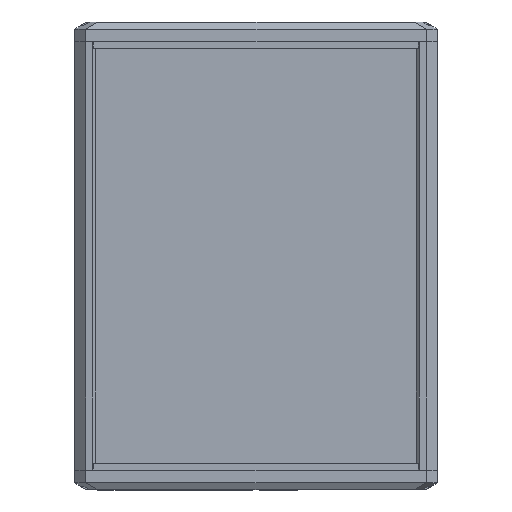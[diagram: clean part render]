
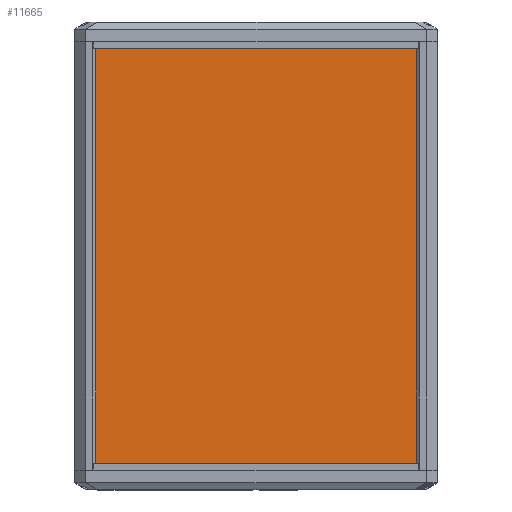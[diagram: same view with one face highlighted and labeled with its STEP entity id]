
A CAD part, top view. The second image highlights one B-rep face of the part: STEP entity #11665.
In plain terms, the highlighted face is planar.
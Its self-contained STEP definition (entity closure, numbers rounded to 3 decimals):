
#756=FACE_OUTER_BOUND('',#1348,.T.);
#1348=EDGE_LOOP('',(#8944,#8945,#8946,#8947));
#2682=LINE('',#17712,#4006);
#2683=LINE('',#17714,#4007);
#2684=LINE('',#17716,#4008);
#2685=LINE('',#17717,#4009);
#4006=VECTOR('',#14332,10.);
#4007=VECTOR('',#14333,10.);
#4008=VECTOR('',#14334,10.);
#4009=VECTOR('',#14335,10.);
#5156=VERTEX_POINT('',#17710);
#5157=VERTEX_POINT('',#17711);
#5158=VERTEX_POINT('',#17713);
#5159=VERTEX_POINT('',#17715);
#6532=EDGE_CURVE('',#5156,#5157,#2682,.T.);
#6533=EDGE_CURVE('',#5157,#5158,#2683,.T.);
#6534=EDGE_CURVE('',#5158,#5159,#2684,.T.);
#6535=EDGE_CURVE('',#5159,#5156,#2685,.T.);
#8944=ORIENTED_EDGE('',*,*,#6532,.T.);
#8945=ORIENTED_EDGE('',*,*,#6533,.T.);
#8946=ORIENTED_EDGE('',*,*,#6534,.T.);
#8947=ORIENTED_EDGE('',*,*,#6535,.T.);
#11189=PLANE('',#12454);
#11665=ADVANCED_FACE('',(#756),#11189,.T.);
#12454=AXIS2_PLACEMENT_3D('',#17709,#14330,#14331);
#14330=DIRECTION('center_axis',(0.,0.,-1.));
#14331=DIRECTION('ref_axis',(-1.,0.,0.));
#14332=DIRECTION('',(1.,0.,0.));
#14333=DIRECTION('',(0.,-1.,0.));
#14334=DIRECTION('',(-1.,0.,0.));
#14335=DIRECTION('',(0.,1.,0.));
#17709=CARTESIAN_POINT('Origin',(0.,0.,-1.));
#17710=CARTESIAN_POINT('',(-98.,74.4,-1.));
#17711=CARTESIAN_POINT('',(98.,74.4,-1.));
#17712=CARTESIAN_POINT('',(-98.,74.4,-1.));
#17713=CARTESIAN_POINT('',(98.,-74.4,-1.));
#17714=CARTESIAN_POINT('',(98.,74.4,-1.));
#17715=CARTESIAN_POINT('',(-98.,-74.4,-1.));
#17716=CARTESIAN_POINT('',(98.,-74.4,-1.));
#17717=CARTESIAN_POINT('',(-98.,-74.4,-1.));
